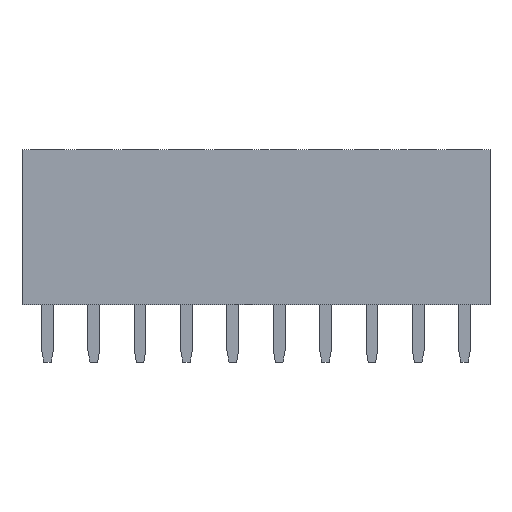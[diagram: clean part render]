
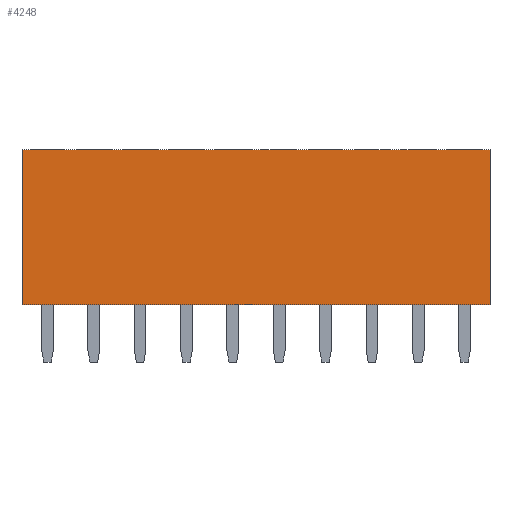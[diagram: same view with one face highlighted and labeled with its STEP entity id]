
A CAD part, top view. The second image highlights one B-rep face of the part: STEP entity #4248.
In plain terms, the highlighted planar face has unit normal (0, 0, 1).
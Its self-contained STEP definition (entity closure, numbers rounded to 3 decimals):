
#3722=VERTEX_POINT('',#10756);
#4248=ADVANCED_FACE('',(#11335),#11336,.T.);
#6246=VERTEX_POINT('',#13507);
#6364=EDGE_CURVE('',#6246,#10244,#13635,.T.);
#6772=EDGE_CURVE('',#3722,#6246,#14079,.T.);
#8866=EDGE_CURVE('',#3722,#9812,#16405,.T.);
#9058=EDGE_CURVE('',#9812,#10244,#16613,.T.);
#9812=VERTEX_POINT('',#17447);
#10244=VERTEX_POINT('',#17916);
#10756=CARTESIAN_POINT('',(-12.825,0.0,2.5));
#11335=FACE_OUTER_BOUND('',#19384,.T.);
#11336=PLANE('',#19385);
#13507=CARTESIAN_POINT('',(12.825,0.0,2.5));
#13635=LINE('',#22695,#22696);
#14079=LINE('',#23349,#23350);
#16405=LINE('',#26672,#26673);
#16613=LINE('',#26986,#26987);
#17447=CARTESIAN_POINT('',(-12.825,8.5,2.5));
#17916=CARTESIAN_POINT('',(12.825,8.5,2.5));
#19384=EDGE_LOOP('',(#30113,#30114,#30115,#30116));
#19385=AXIS2_PLACEMENT_3D('',#30117,#30118,#30119);
#22695=CARTESIAN_POINT('',(12.825,0.0,2.5));
#22696=VECTOR('',#32365,1.0);
#23349=CARTESIAN_POINT('',(-12.825,0.0,2.5));
#23350=VECTOR('',#32861,1.0);
#26672=CARTESIAN_POINT('',(-12.825,0.0,2.5));
#26673=VECTOR('',#35439,1.0);
#26986=CARTESIAN_POINT('',(-12.825,8.5,2.5));
#26987=VECTOR('',#35638,1.0);
#30113=ORIENTED_EDGE('',*,*,#6364,.T.);
#30114=ORIENTED_EDGE('',*,*,#9058,.F.);
#30115=ORIENTED_EDGE('',*,*,#8866,.F.);
#30116=ORIENTED_EDGE('',*,*,#6772,.T.);
#30117=CARTESIAN_POINT('',(-12.825,0.0,2.5));
#30118=DIRECTION('',(0.,0.,1.0));
#30119=DIRECTION('',(1.0,0.,0.));
#32365=DIRECTION('',(0.0,1.0,0.0));
#32861=DIRECTION('',(1.0,0.0,0.));
#35439=DIRECTION('',(0.0,1.0,0.0));
#35638=DIRECTION('',(1.0,0.0,0.));
